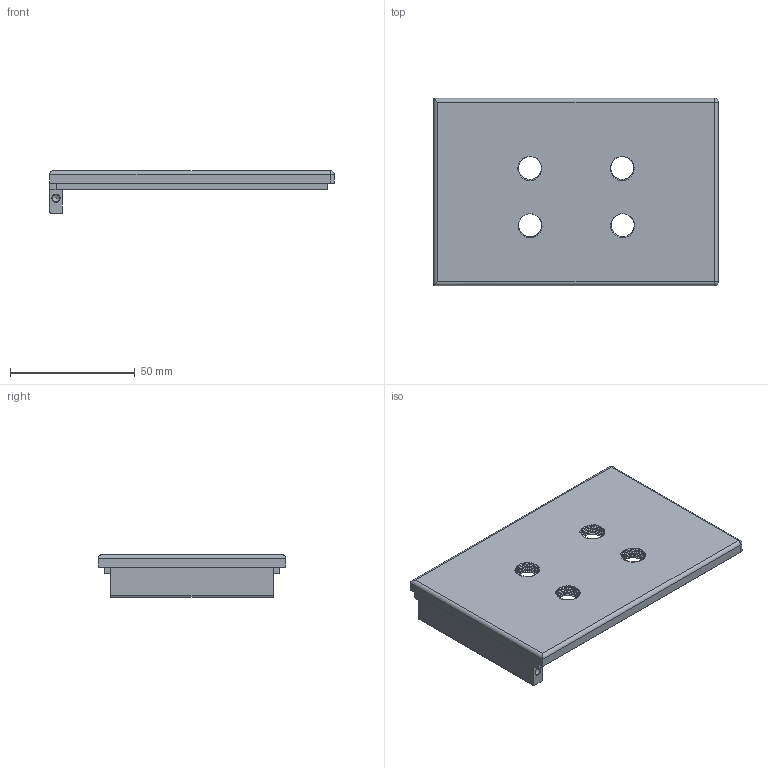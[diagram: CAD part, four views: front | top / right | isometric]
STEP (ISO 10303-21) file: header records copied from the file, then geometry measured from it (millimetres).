
FILE_DESCRIPTION(/* description */ (''),/* implementation_level */ '2;1');
FILE_NAME(/* name */ 'InitialBaseBoard Lid.step',/* time_stamp */ '2025-06-06T18:10:41+01:00',/* author */ (''),/* organization */ (''),/* preprocessor_version */ 'ST-DEVELOPER v20.1',/* originating_system */ 'Autodesk Translation Framework v14.10.0.0',/* authorisation */ '');
FILE_SCHEMA (('AUTOMOTIVE_DESIGN { 1 0 10303 214 3 1 1 }'));
Length unit declared in the file: millimetre
Products named in the file (4): InitialBaseBoard; LidTop; LidKey; LidSideWall
Assembly tree (3 placements, depth 2):
  InitialBaseBoard
    LidTop
    LidKey
    LidSideWall
Bounding box: 113.81 x 74.97 x 17 mm (x, y, z)
Volume: 46635 mm3; surface area: 24412.4 mm2
Topology: 3 solids, 3 shells, 111 faces, 303 edges, 198 vertices
Faces by surface type: cylinder 73, plane 24, bspline 8, cone 4, sphere 2
Full cylindrical faces by diameter (mm): 3 x2, 9.283 x24, 10.12 x24
Entity records: 10921 total; most frequent: CARTESIAN_POINT 8253, ORIENTED_EDGE 602, DIRECTION 419, EDGE_CURVE 301, VERTEX_POINT 198, AXIS2_PLACEMENT_3D 148, B_SPLINE_CURVE_WITH_KNOTS 140, LINE 123
